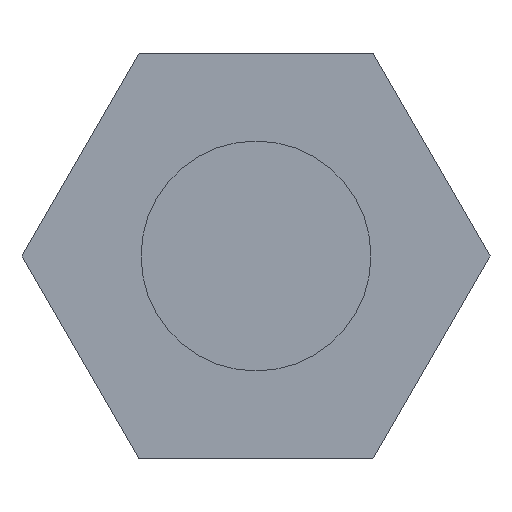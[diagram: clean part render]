
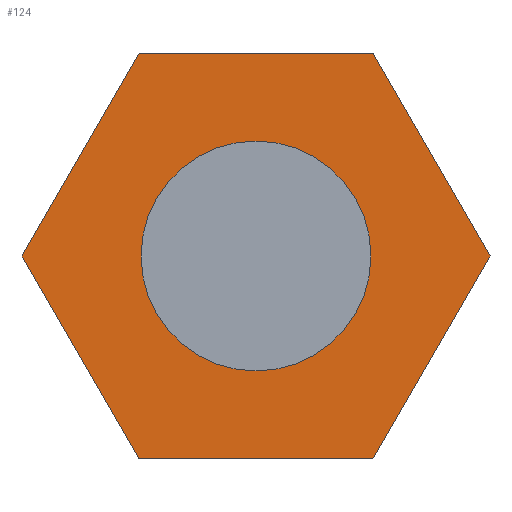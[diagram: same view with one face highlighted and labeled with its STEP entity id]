
A CAD part, front view. The second image highlights one B-rep face of the part: STEP entity #124.
In plain terms, the highlighted planar face has unit normal (0, -1, 0).
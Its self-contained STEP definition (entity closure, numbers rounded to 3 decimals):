
#5 = ORIENTED_EDGE ( 'NONE', *, *, #332, .F. ) ;
#9 = VERTEX_POINT ( 'NONE', #306 ) ;
#13 = VERTEX_POINT ( 'NONE', #379 ) ;
#27 = ORIENTED_EDGE ( 'NONE', *, *, #120, .F. ) ;
#33 = DIRECTION ( 'NONE',  ( -0.5, 0., 0.866 ) ) ;
#37 = LINE ( 'NONE', #318, #368 ) ;
#72 = VECTOR ( 'NONE', #33, 1000. ) ;
#74 = DIRECTION ( 'NONE',  ( 0.5, 0., -0.866 ) ) ;
#77 = CARTESIAN_POINT ( 'NONE',  ( -1.588, 0., -2.75 ) ) ;
#110 = DIRECTION ( 'NONE',  ( 0., 0., -1. ) ) ;
#112 = VERTEX_POINT ( 'NONE', #361 ) ;
#113 = EDGE_CURVE ( 'NONE', #225, #112, #145, .T. ) ;
#120 = EDGE_CURVE ( 'NONE', #9, #420, #154, .T. ) ;
#122 = DIRECTION ( 'NONE',  ( 0.5, 0., 0.866 ) ) ;
#123 = VECTOR ( 'NONE', #349, 1000. ) ;
#124 = ADVANCED_FACE ( 'NONE', ( #302, #299 ), #331, .F. ) ;
#128 = CARTESIAN_POINT ( 'NONE',  ( 1.588, 0., 2.75 ) ) ;
#132 = VECTOR ( 'NONE', #122, 1000. ) ;
#134 = VERTEX_POINT ( 'NONE', #77 ) ;
#135 = EDGE_CURVE ( 'NONE', #13, #183, #199, .T. ) ;
#141 = DIRECTION ( 'NONE',  ( 1., 0., 0. ) ) ;
#145 = LINE ( 'NONE', #293, #339 ) ;
#154 = LINE ( 'NONE', #411, #132 ) ;
#166 = ORIENTED_EDGE ( 'NONE', *, *, #113, .F. ) ;
#169 = DIRECTION ( 'NONE',  ( -1., 0., 0. ) ) ;
#174 = LINE ( 'NONE', #425, #72 ) ;
#176 = CARTESIAN_POINT ( 'NONE',  ( 1.588, 0., -2.75 ) ) ;
#178 = VECTOR ( 'NONE', #169, 1000. ) ;
#181 = ORIENTED_EDGE ( 'NONE', *, *, #422, .F. ) ;
#183 = VERTEX_POINT ( 'NONE', #200 ) ;
#184 = CARTESIAN_POINT ( 'NONE',  ( 0., 0., 0. ) ) ;
#199 = CIRCLE ( 'NONE', #285, 1.56 ) ;
#200 = CARTESIAN_POINT ( 'NONE',  ( 0., 0., -1.56 ) ) ;
#210 = CARTESIAN_POINT ( 'NONE',  ( -1.588, 0., 2.75 ) ) ;
#225 = VERTEX_POINT ( 'NONE', #128 ) ;
#239 = DIRECTION ( 'NONE',  ( 0., -1., 0. ) ) ;
#247 = CARTESIAN_POINT ( 'NONE',  ( 1.588, 0., -2.75 ) ) ;
#248 = ORIENTED_EDGE ( 'NONE', *, *, #353, .F. ) ;
#264 = DIRECTION ( 'NONE',  ( 1., 0., 0. ) ) ;
#280 = DIRECTION ( 'NONE',  ( 0., 0., -1. ) ) ;
#285 = AXIS2_PLACEMENT_3D ( 'NONE', #437, #410, #110 ) ;
#288 = CARTESIAN_POINT ( 'NONE',  ( 0., 0., 0. ) ) ;
#290 = EDGE_LOOP ( 'NONE', ( #166, #387, #27, #5, #181, #248 ) ) ;
#293 = CARTESIAN_POINT ( 'NONE',  ( 1.588, 0., 2.75 ) ) ;
#298 = ORIENTED_EDGE ( 'NONE', *, *, #135, .F. ) ;
#299 = FACE_BOUND ( 'NONE', #386, .T. ) ;
#301 = DIRECTION ( 'NONE',  ( 0., 1., 0. ) ) ;
#302 = FACE_OUTER_BOUND ( 'NONE', #290, .T. ) ;
#306 = CARTESIAN_POINT ( 'NONE',  ( -3.175, 0., 0. ) ) ;
#318 = CARTESIAN_POINT ( 'NONE',  ( -1.588, 0., 2.75 ) ) ;
#322 = AXIS2_PLACEMENT_3D ( 'NONE', #288, #239, #280 ) ;
#331 = PLANE ( 'NONE',  #458 ) ;
#332 = EDGE_CURVE ( 'NONE', #134, #9, #174, .T. ) ;
#339 = VECTOR ( 'NONE', #74, 1000. ) ;
#349 = DIRECTION ( 'NONE',  ( -0.5, 0., -0.866 ) ) ;
#353 = EDGE_CURVE ( 'NONE', #112, #381, #461, .T. ) ;
#354 = LINE ( 'NONE', #176, #178 ) ;
#361 = CARTESIAN_POINT ( 'NONE',  ( 3.175, 0., 0. ) ) ;
#364 = EDGE_CURVE ( 'NONE', #420, #225, #37, .T. ) ;
#368 = VECTOR ( 'NONE', #141, 1000. ) ;
#379 = CARTESIAN_POINT ( 'NONE',  ( 0., 0., 1.56 ) ) ;
#381 = VERTEX_POINT ( 'NONE', #247 ) ;
#386 = EDGE_LOOP ( 'NONE', ( #298, #398 ) ) ;
#387 = ORIENTED_EDGE ( 'NONE', *, *, #364, .F. ) ;
#398 = ORIENTED_EDGE ( 'NONE', *, *, #399, .F. ) ;
#399 = EDGE_CURVE ( 'NONE', #183, #13, #424, .T. ) ;
#410 = DIRECTION ( 'NONE',  ( 0., -1., 0. ) ) ;
#411 = CARTESIAN_POINT ( 'NONE',  ( -3.175, 0., 0. ) ) ;
#420 = VERTEX_POINT ( 'NONE', #210 ) ;
#422 = EDGE_CURVE ( 'NONE', #381, #134, #354, .T. ) ;
#423 = CARTESIAN_POINT ( 'NONE',  ( 3.175, 0., 0. ) ) ;
#424 = CIRCLE ( 'NONE', #322, 1.56 ) ;
#425 = CARTESIAN_POINT ( 'NONE',  ( -1.588, 0., -2.75 ) ) ;
#437 = CARTESIAN_POINT ( 'NONE',  ( 0., 0., 0. ) ) ;
#458 = AXIS2_PLACEMENT_3D ( 'NONE', #184, #301, #264 ) ;
#461 = LINE ( 'NONE', #423, #123 ) ;
